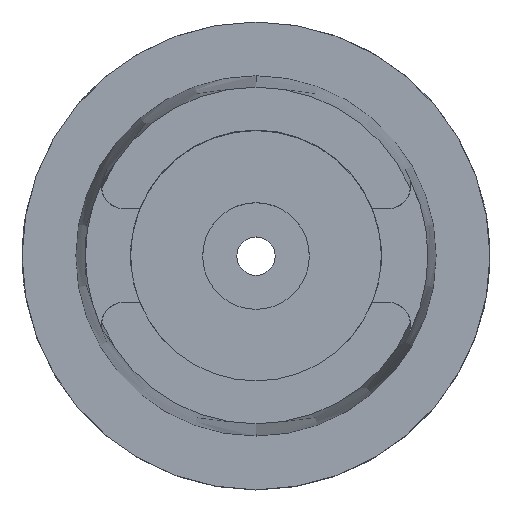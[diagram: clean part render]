
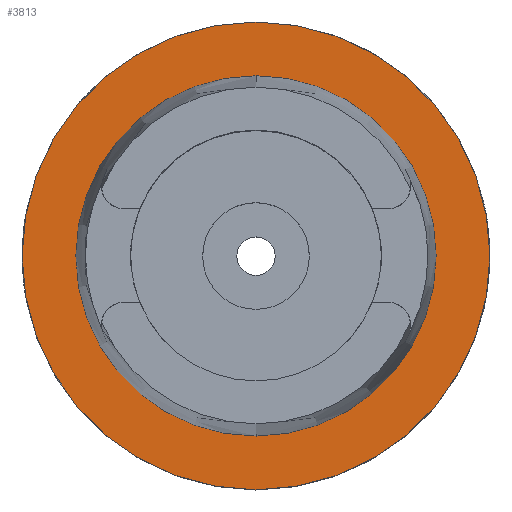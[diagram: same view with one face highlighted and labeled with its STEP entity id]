
A CAD part, top view. The second image highlights one B-rep face of the part: STEP entity #3813.
In plain terms, the highlighted planar face has unit normal (0, 0, 1).
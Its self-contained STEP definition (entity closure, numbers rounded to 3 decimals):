
#1823=CARTESIAN_POINT('',(0.,0.,0.));
#1824=DIRECTION('',(0.,0.,-1.));
#1825=DIRECTION('',(0.,-1.,0.));
#1826=AXIS2_PLACEMENT_3D('',#1823,#1824,#1825);
#1831=CARTESIAN_POINT('',(0.,0.,0.));
#1832=DIRECTION('',(0.,0.,-1.));
#1833=DIRECTION('',(0.,1.,0.));
#1834=AXIS2_PLACEMENT_3D('',#1831,#1832,#1833);
#1839=CARTESIAN_POINT('',(0.,0.,0.));
#1840=DIRECTION('',(0.,0.,1.));
#1841=DIRECTION('',(0.,-1.,0.));
#1842=AXIS2_PLACEMENT_3D('',#1839,#1840,#1841);
#1847=CARTESIAN_POINT('',(0.,0.,0.));
#1848=DIRECTION('',(0.,0.,1.));
#1849=DIRECTION('',(0.,1.,0.));
#1850=AXIS2_PLACEMENT_3D('',#1847,#1848,#1849);
#2075=CARTESIAN_POINT('',(0.,48.134,0.));
#2076=VERTEX_POINT('',#2075);
#2077=CARTESIAN_POINT('',(0.,-48.134,0.));
#2078=VERTEX_POINT('',#2077);
#2142=CARTESIAN_POINT('',(0.,-62.5,0.));
#2143=CARTESIAN_POINT('',(0.,62.5,0.));
#2144=VERTEX_POINT('',#2142);
#2145=VERTEX_POINT('',#2143);
#3800=CARTESIAN_POINT('',(0.,0.,0.));
#3801=DIRECTION('',(0.,0.,-1.));
#3802=DIRECTION('',(0.,-1.,0.));
#3803=AXIS2_PLACEMENT_3D('',#3800,#3801,#3802);
#3804=PLANE('',#3803);
#3805=ORIENTED_EDGE('',*,*,#3559,.T.);
#3806=ORIENTED_EDGE('',*,*,#3677,.T.);
#3807=EDGE_LOOP('',(#3805,#3806));
#3808=FACE_OUTER_BOUND('',#3807,.F.);
#3809=ORIENTED_EDGE('',*,*,#2407,.T.);
#3810=ORIENTED_EDGE('',*,*,#2521,.T.);
#3811=EDGE_LOOP('',(#3809,#3810));
#3812=FACE_BOUND('',#3811,.F.);
#1827=CIRCLE('',#1826,62.5);
#1835=CIRCLE('',#1834,62.5);
#1843=CIRCLE('',#1842,48.134);
#1851=CIRCLE('',#1850,48.134);
#2407=EDGE_CURVE('',#2078,#2076,#1843,.T.);
#2521=EDGE_CURVE('',#2076,#2078,#1851,.T.);
#3559=EDGE_CURVE('',#2144,#2145,#1827,.T.);
#3677=EDGE_CURVE('',#2145,#2144,#1835,.T.);
#3813=ADVANCED_FACE('',(#3808,#3812),#3804,.F.);
